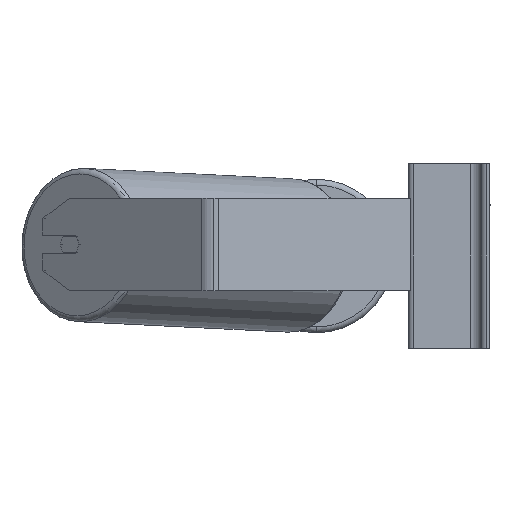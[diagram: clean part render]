
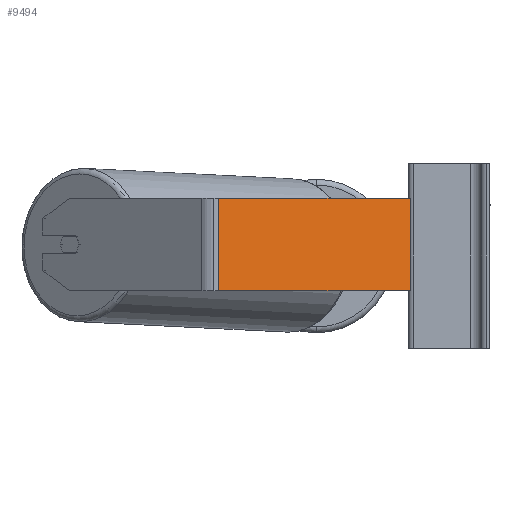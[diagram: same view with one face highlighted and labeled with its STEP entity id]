
A CAD part, left-side view. The second image highlights one B-rep face of the part: STEP entity #9494.
In plain terms, the highlighted planar face has unit normal (-0.966, -0.259, 0).
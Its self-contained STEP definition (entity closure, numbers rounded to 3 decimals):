
#484 = CARTESIAN_POINT ( 'NONE',  ( -532.262, 182.653, -30. ) ) ;
#523 = VECTOR ( 'NONE', #9102, 1000. ) ;
#1014 = DIRECTION ( 'NONE',  ( -0.259, 0.966, 0. ) ) ;
#1331 = CARTESIAN_POINT ( 'NONE',  ( -534.418, 190.698, -30. ) ) ;
#1423 = VERTEX_POINT ( 'NONE', #4908 ) ;
#1726 = VECTOR ( 'NONE', #9055, 1000. ) ;
#1916 = VECTOR ( 'NONE', #5646, 1000. ) ;
#2193 = CARTESIAN_POINT ( 'NONE',  ( -534.418, 190.698, 50. ) ) ;
#2258 = CARTESIAN_POINT ( 'NONE',  ( -532.262, 182.653, 50. ) ) ;
#3649 = DIRECTION ( 'NONE',  ( 0.259, -0.966, 0. ) ) ;
#3667 = FACE_OUTER_BOUND ( 'NONE', #9101, .T. ) ;
#3779 = VERTEX_POINT ( 'NONE', #10638 ) ;
#3831 = EDGE_CURVE ( 'NONE', #1423, #5873, #8156, .T. ) ;
#3880 = VERTEX_POINT ( 'NONE', #5460 ) ;
#4249 = EDGE_CURVE ( 'NONE', #1423, #3779, #10859, .T. ) ;
#4689 = EDGE_CURVE ( 'NONE', #5873, #3880, #8073, .T. ) ;
#4870 = AXIS2_PLACEMENT_3D ( 'NONE', #6964, #5315, #1014 ) ;
#4908 = CARTESIAN_POINT ( 'NONE',  ( -532.262, 182.653, 50. ) ) ;
#4954 = ORIENTED_EDGE ( 'NONE', *, *, #4689, .T. ) ;
#4998 = ORIENTED_EDGE ( 'NONE', *, *, #7145, .F. ) ;
#5174 = VECTOR ( 'NONE', #3649, 1000. ) ;
#5315 = DIRECTION ( 'NONE',  ( 0.966, 0.259, 0. ) ) ;
#5460 = CARTESIAN_POINT ( 'NONE',  ( -487.727, 16.447, -30. ) ) ;
#5578 = ORIENTED_EDGE ( 'NONE', *, *, #3831, .T. ) ;
#5646 = DIRECTION ( 'NONE',  ( 0.259, -0.966, 0. ) ) ;
#5873 = VERTEX_POINT ( 'NONE', #484 ) ;
#6188 = ORIENTED_EDGE ( 'NONE', *, *, #4249, .F. ) ;
#6913 = PLANE ( 'NONE',  #4870 ) ;
#6964 = CARTESIAN_POINT ( 'NONE',  ( -534.418, 190.698, 50. ) ) ;
#7145 = EDGE_CURVE ( 'NONE', #3779, #3880, #8328, .T. ) ;
#7355 = CARTESIAN_POINT ( 'NONE',  ( -487.727, 16.447, 50. ) ) ;
#8073 = LINE ( 'NONE', #1331, #5174 ) ;
#8156 = LINE ( 'NONE', #2258, #1726 ) ;
#8328 = LINE ( 'NONE', #7355, #523 ) ;
#9055 = DIRECTION ( 'NONE',  ( 0., 0., -1. ) ) ;
#9101 = EDGE_LOOP ( 'NONE', ( #4954, #4998, #6188, #5578 ) ) ;
#9102 = DIRECTION ( 'NONE',  ( 0., 0., -1. ) ) ;
#9494 = ADVANCED_FACE ( 'NONE', ( #3667 ), #6913, .F. ) ;
#10638 = CARTESIAN_POINT ( 'NONE',  ( -487.727, 16.447, 50. ) ) ;
#10859 = LINE ( 'NONE', #2193, #1916 ) ;
